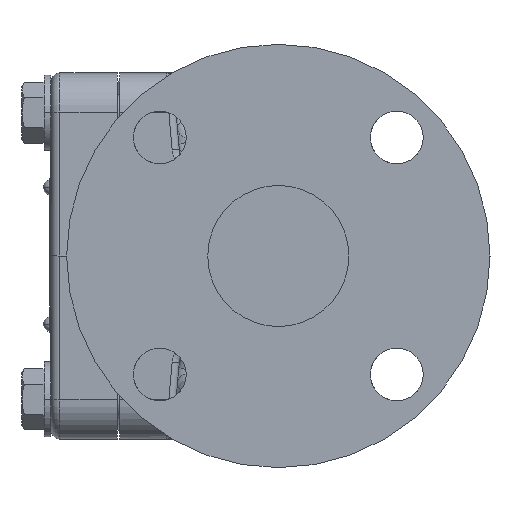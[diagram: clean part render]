
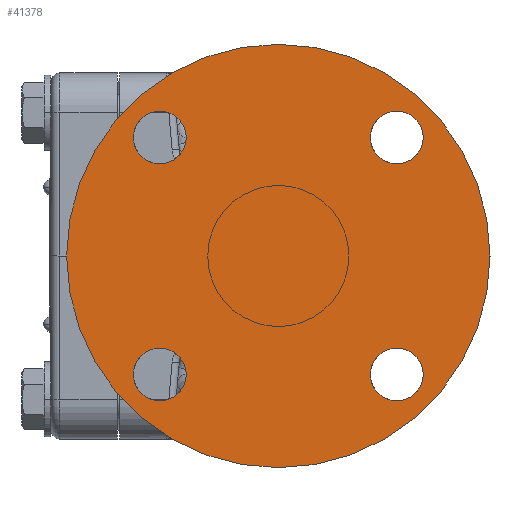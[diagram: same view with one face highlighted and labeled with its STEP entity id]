
A CAD part, left-side view. The second image highlights one B-rep face of the part: STEP entity #41378.
In plain terms, the highlighted planar face has unit normal (-1, 0, 0).
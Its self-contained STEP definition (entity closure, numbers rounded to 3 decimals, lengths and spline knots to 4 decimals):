
#9676=CARTESIAN_POINT('',(-4.,0.,0.));
#9677=DIRECTION('',(1.,0.,0.));
#9678=DIRECTION('',(0.,-1.,0.));
#9679=AXIS2_PLACEMENT_3D('',#9676,#9677,#9678);
#9694=CARTESIAN_POINT('',(-4.,1.6794,-1.6794));
#9695=DIRECTION('',(1.,0.,0.));
#9696=DIRECTION('',(0.,0.,-1.));
#9697=AXIS2_PLACEMENT_3D('',#9694,#9695,#9696);
#9699=CARTESIAN_POINT('',(-4.,1.6794,-1.6794));
#9700=DIRECTION('',(1.,0.,0.));
#9701=DIRECTION('',(0.,0.,1.));
#9702=AXIS2_PLACEMENT_3D('',#9699,#9700,#9701);
#9704=CARTESIAN_POINT('',(-4.,1.6794,1.6794));
#9705=DIRECTION('',(1.,0.,0.));
#9706=DIRECTION('',(0.,0.,-1.));
#9707=AXIS2_PLACEMENT_3D('',#9704,#9705,#9706);
#9709=CARTESIAN_POINT('',(-4.,1.6794,1.6794));
#9710=DIRECTION('',(1.,0.,0.));
#9711=DIRECTION('',(0.,0.,1.));
#9712=AXIS2_PLACEMENT_3D('',#9709,#9710,#9711);
#9714=CARTESIAN_POINT('',(-4.,-1.6794,1.6794));
#9715=DIRECTION('',(1.,0.,0.));
#9716=DIRECTION('',(0.,0.,-1.));
#9717=AXIS2_PLACEMENT_3D('',#9714,#9715,#9716);
#9719=CARTESIAN_POINT('',(-4.,-1.6794,1.6794));
#9720=DIRECTION('',(1.,0.,0.));
#9721=DIRECTION('',(0.,0.,1.));
#9722=AXIS2_PLACEMENT_3D('',#9719,#9720,#9721);
#9724=CARTESIAN_POINT('',(-4.,-1.6794,-1.6794));
#9725=DIRECTION('',(1.,0.,0.));
#9726=DIRECTION('',(0.,0.,-1.));
#9727=AXIS2_PLACEMENT_3D('',#9724,#9725,#9726);
#9729=CARTESIAN_POINT('',(-4.,-1.6794,-1.6794));
#9730=DIRECTION('',(1.,0.,0.));
#9731=DIRECTION('',(0.,0.,1.));
#9732=AXIS2_PLACEMENT_3D('',#9729,#9730,#9731);
#9734=CARTESIAN_POINT('',(-4.,0.,0.));
#9735=DIRECTION('',(1.,0.,0.));
#9736=DIRECTION('',(0.,1.,0.));
#9737=AXIS2_PLACEMENT_3D('',#9734,#9735,#9736);
#16489=CARTESIAN_POINT('',(-4.,3.,0.));
#16490=CARTESIAN_POINT('',(-4.,-3.,0.));
#16491=VERTEX_POINT('',#16489);
#16492=VERTEX_POINT('',#16490);
#17769=CARTESIAN_POINT('',(-4.,1.6794,-2.0544));
#17771=VERTEX_POINT('',#17769);
#17773=CARTESIAN_POINT('',(-4.,1.6794,-1.3044));
#17775=VERTEX_POINT('',#17773);
#17777=CARTESIAN_POINT('',(-4.,1.6794,1.3044));
#17779=VERTEX_POINT('',#17777);
#17781=CARTESIAN_POINT('',(-4.,1.6794,2.0544));
#17783=VERTEX_POINT('',#17781);
#17785=CARTESIAN_POINT('',(-4.,-1.6794,1.3044));
#17787=VERTEX_POINT('',#17785);
#17789=CARTESIAN_POINT('',(-4.,-1.6794,2.0544));
#17791=VERTEX_POINT('',#17789);
#17793=CARTESIAN_POINT('',(-4.,-1.6794,-2.0544));
#17795=VERTEX_POINT('',#17793);
#17797=CARTESIAN_POINT('',(-4.,-1.6794,-1.3044));
#17799=VERTEX_POINT('',#17797);
#41344=CARTESIAN_POINT('',(-4.,-3.5,-3.5));
#41345=DIRECTION('',(1.,0.,0.));
#41346=DIRECTION('',(0.,1.,0.));
#41347=AXIS2_PLACEMENT_3D('',#41344,#41345,#41346);
#41348=PLANE('',#41347);
#41350=ORIENTED_EDGE('',*,*,#41349,.T.);
#41351=ORIENTED_EDGE('',*,*,#41334,.T.);
#41352=EDGE_LOOP('',(#41350,#41351));
#41353=FACE_OUTER_BOUND('',#41352,.F.);
#41355=ORIENTED_EDGE('',*,*,#41354,.F.);
#41357=ORIENTED_EDGE('',*,*,#41356,.F.);
#41358=EDGE_LOOP('',(#41355,#41357));
#41359=FACE_BOUND('',#41358,.F.);
#41361=ORIENTED_EDGE('',*,*,#41360,.F.);
#41363=ORIENTED_EDGE('',*,*,#41362,.F.);
#41364=EDGE_LOOP('',(#41361,#41363));
#41365=FACE_BOUND('',#41364,.F.);
#41367=ORIENTED_EDGE('',*,*,#41366,.F.);
#41369=ORIENTED_EDGE('',*,*,#41368,.F.);
#41370=EDGE_LOOP('',(#41367,#41369));
#41371=FACE_BOUND('',#41370,.F.);
#41373=ORIENTED_EDGE('',*,*,#41372,.F.);
#41375=ORIENTED_EDGE('',*,*,#41374,.F.);
#41376=EDGE_LOOP('',(#41373,#41375));
#41377=FACE_BOUND('',#41376,.F.);
#41378=ADVANCED_FACE('',(#41353,#41359,#41365,#41371,#41377),#41348,.F.);
#9680=CIRCLE('',#9679,3.);
#9698=CIRCLE('',#9697,0.375);
#9703=CIRCLE('',#9702,0.375);
#9708=CIRCLE('',#9707,0.375);
#9713=CIRCLE('',#9712,0.375);
#9718=CIRCLE('',#9717,0.375);
#9723=CIRCLE('',#9722,0.375);
#9728=CIRCLE('',#9727,0.375);
#9733=CIRCLE('',#9732,0.375);
#9738=CIRCLE('',#9737,3.);
#41334=EDGE_CURVE('',#16492,#16491,#9680,.T.);
#41349=EDGE_CURVE('',#16491,#16492,#9738,.T.);
#41354=EDGE_CURVE('',#17771,#17775,#9698,.T.);
#41356=EDGE_CURVE('',#17775,#17771,#9703,.T.);
#41360=EDGE_CURVE('',#17779,#17783,#9708,.T.);
#41362=EDGE_CURVE('',#17783,#17779,#9713,.T.);
#41366=EDGE_CURVE('',#17787,#17791,#9718,.T.);
#41368=EDGE_CURVE('',#17791,#17787,#9723,.T.);
#41372=EDGE_CURVE('',#17795,#17799,#9728,.T.);
#41374=EDGE_CURVE('',#17799,#17795,#9733,.T.);
